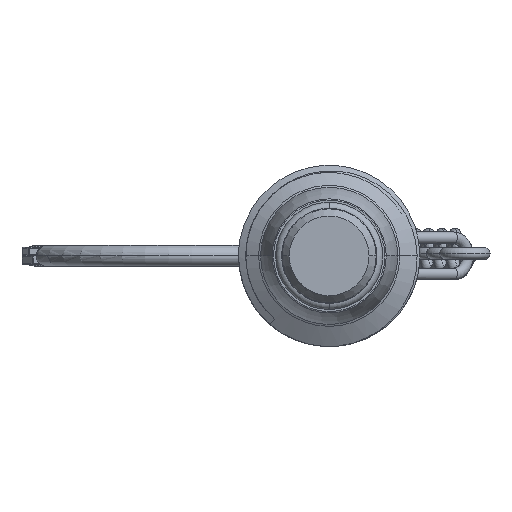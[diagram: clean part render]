
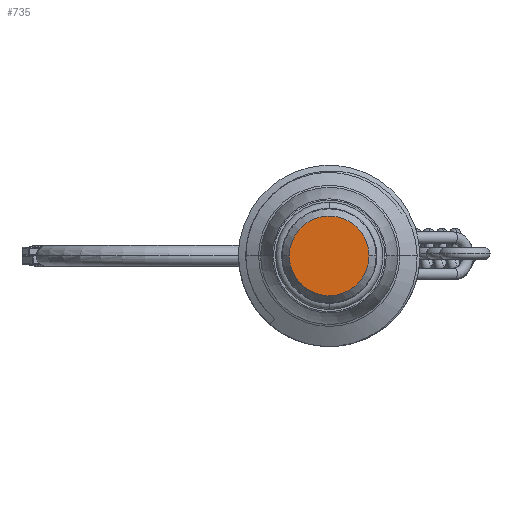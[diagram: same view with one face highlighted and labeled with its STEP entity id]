
A CAD part, left-side view. The second image highlights one B-rep face of the part: STEP entity #735.
In plain terms, the highlighted planar face has unit normal (-1, 0, 0).
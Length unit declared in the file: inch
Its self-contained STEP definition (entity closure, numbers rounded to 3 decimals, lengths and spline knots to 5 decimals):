
#735 = ADVANCED_FACE ( 'NONE', ( #4796 ), #1710, .T. ) ;
#1710 = PLANE ( 'NONE',  #5158 ) ;
#2081 = CARTESIAN_POINT ( 'NONE',  ( -1.0025, 0.21027, 0. ) ) ;
#2588 = DIRECTION ( 'NONE',  ( 1., 0., 0. ) ) ;
#3272 = CARTESIAN_POINT ( 'NONE',  ( -1.0025, 0., 0. ) ) ;
#3406 = AXIS2_PLACEMENT_3D ( 'NONE', #3272, #2588, #6653 ) ;
#3982 = VERTEX_POINT ( 'NONE', #9039 ) ;
#4796 = FACE_OUTER_BOUND ( 'NONE', #8445, .T. ) ;
#4888 = DIRECTION ( 'NONE',  ( 0., -1., 0. ) ) ;
#5158 = AXIS2_PLACEMENT_3D ( 'NONE', #9774, #10549, #4888 ) ;
#5254 = VERTEX_POINT ( 'NONE', #2081 ) ;
#5670 = DIRECTION ( 'NONE',  ( 1., 0., 0. ) ) ;
#6342 = AXIS2_PLACEMENT_3D ( 'NONE', #8930, #5670, #8793 ) ;
#6653 = DIRECTION ( 'NONE',  ( 0., 1., 0. ) ) ;
#6719 = EDGE_CURVE ( 'NONE', #5254, #3982, #9107, .T. ) ;
#7406 = ORIENTED_EDGE ( 'NONE', *, *, #6719, .F. ) ;
#8445 = EDGE_LOOP ( 'NONE', ( #7406, #8859 ) ) ;
#8574 = EDGE_CURVE ( 'NONE', #3982, #5254, #9846, .T. ) ;
#8793 = DIRECTION ( 'NONE',  ( 0., 1., 0. ) ) ;
#8859 = ORIENTED_EDGE ( 'NONE', *, *, #8574, .F. ) ;
#8930 = CARTESIAN_POINT ( 'NONE',  ( -1.0025, 0., 0. ) ) ;
#9039 = CARTESIAN_POINT ( 'NONE',  ( -1.0025, -0.21027, 0. ) ) ;
#9107 = CIRCLE ( 'NONE', #6342, 0.21027 ) ;
#9774 = CARTESIAN_POINT ( 'NONE',  ( -1.0025, 0., 0. ) ) ;
#9846 = CIRCLE ( 'NONE', #3406, 0.21027 ) ;
#10549 = DIRECTION ( 'NONE',  ( -1., 0., 0. ) ) ;
